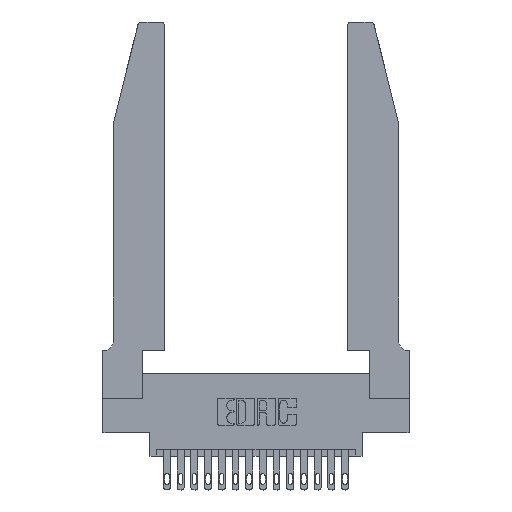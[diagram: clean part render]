
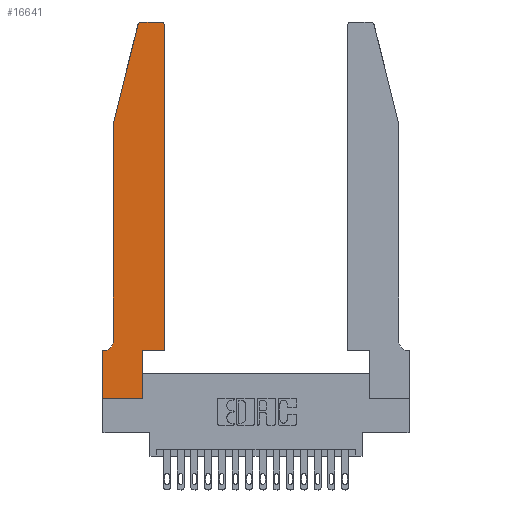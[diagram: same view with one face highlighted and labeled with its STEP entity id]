
A CAD part, top view. The second image highlights one B-rep face of the part: STEP entity #16641.
In plain terms, the highlighted planar face has unit normal (0, 0, 1).
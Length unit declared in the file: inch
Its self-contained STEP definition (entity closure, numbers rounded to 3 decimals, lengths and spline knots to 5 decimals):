
#326 = EDGE_CURVE ( 'NONE', #12322, #1721, #12951, .T. ) ;
#769 = ORIENTED_EDGE ( 'NONE', *, *, #7725, .T. ) ;
#1034 = VECTOR ( 'NONE', #1222, 39.37008 ) ;
#1148 = VECTOR ( 'NONE', #14441, 39.37008 ) ;
#1176 = LINE ( 'NONE', #9924, #16813 ) ;
#1222 = DIRECTION ( 'NONE',  ( -1., 0., 0. ) ) ;
#1296 = CARTESIAN_POINT ( 'NONE',  ( 0.0755, 2., 0.37 ) ) ;
#1385 = ORIENTED_EDGE ( 'NONE', *, *, #5369, .T. ) ;
#1503 = EDGE_CURVE ( 'NONE', #17187, #12322, #19127, .T. ) ;
#1721 = VERTEX_POINT ( 'NONE', #8763 ) ;
#1816 = DIRECTION ( 'NONE',  ( 1., 0., 0. ) ) ;
#1890 = CARTESIAN_POINT ( 'NONE',  ( 0.0755, 2., 0.37 ) ) ;
#2013 = ORIENTED_EDGE ( 'NONE', *, *, #326, .T. ) ;
#2323 = DIRECTION ( 'NONE',  ( 0., 0., 1. ) ) ;
#2326 = DIRECTION ( 'NONE',  ( 0., -1., 0. ) ) ;
#2364 = DIRECTION ( 'NONE',  ( -1., 0., 0. ) ) ;
#2510 = ORIENTED_EDGE ( 'NONE', *, *, #1503, .T. ) ;
#3002 = AXIS2_PLACEMENT_3D ( 'NONE', #15536, #11071, #11705 ) ;
#3093 = EDGE_CURVE ( 'NONE', #10879, #17187, #10054, .T. ) ;
#3104 = VERTEX_POINT ( 'NONE', #1890 ) ;
#3110 = LINE ( 'NONE', #5208, #16858 ) ;
#4076 = EDGE_CURVE ( 'NONE', #4602, #5442, #14463, .T. ) ;
#4321 = DIRECTION ( 'NONE',  ( 0., 1., 0. ) ) ;
#4424 = CIRCLE ( 'NONE', #4767, 0.03 ) ;
#4537 = CARTESIAN_POINT ( 'NONE',  ( 0.4205, 2.75, 0.37 ) ) ;
#4567 = LINE ( 'NONE', #10357, #1034 ) ;
#4602 = VERTEX_POINT ( 'NONE', #7085 ) ;
#4767 = AXIS2_PLACEMENT_3D ( 'NONE', #14397, #2323, #12884 ) ;
#5190 = CARTESIAN_POINT ( 'NONE',  ( 0.0755, 0.35, 0.37 ) ) ;
#5208 = CARTESIAN_POINT ( 'NONE',  ( 0.4505, 0.35, 0.37 ) ) ;
#5354 = CARTESIAN_POINT ( 'NONE',  ( 0., 0., 0.37 ) ) ;
#5369 = EDGE_CURVE ( 'NONE', #10080, #5608, #3110, .T. ) ;
#5442 = VERTEX_POINT ( 'NONE', #13502 ) ;
#5608 = VERTEX_POINT ( 'NONE', #6669 ) ;
#6302 = EDGE_CURVE ( 'NONE', #14122, #10879, #19290, .T. ) ;
#6669 = CARTESIAN_POINT ( 'NONE',  ( 0.4505, 2.72, 0.37 ) ) ;
#6957 = DIRECTION ( 'NONE',  ( -0.239, -0.971, 0. ) ) ;
#6982 = CARTESIAN_POINT ( 'NONE',  ( 0., 0.35, 0.37 ) ) ;
#6984 = CARTESIAN_POINT ( 'NONE',  ( 0., 0., 0.37 ) ) ;
#7029 = ORIENTED_EDGE ( 'NONE', *, *, #15567, .T. ) ;
#7085 = CARTESIAN_POINT ( 'NONE',  ( 0.284, 2.75, 0.37 ) ) ;
#7560 = CARTESIAN_POINT ( 'NONE',  ( 0.2865, 0.35, 0.37 ) ) ;
#7725 = EDGE_CURVE ( 'NONE', #3104, #14122, #8148, .T. ) ;
#7880 = EDGE_CURVE ( 'NONE', #9761, #4602, #4567, .T. ) ;
#7886 = VECTOR ( 'NONE', #4321, 39.37008 ) ;
#8025 = FACE_OUTER_BOUND ( 'NONE', #13155, .T. ) ;
#8148 = LINE ( 'NONE', #1296, #11656 ) ;
#8369 = LINE ( 'NONE', #13327, #7886 ) ;
#8428 = ORIENTED_EDGE ( 'NONE', *, *, #4076, .T. ) ;
#8763 = CARTESIAN_POINT ( 'NONE',  ( 0.2865, 0., 0.37 ) ) ;
#8937 = VECTOR ( 'NONE', #2326, 39.37008 ) ;
#9761 = VERTEX_POINT ( 'NONE', #4537 ) ;
#9924 = CARTESIAN_POINT ( 'NONE',  ( 0.0755, 2., 0.37 ) ) ;
#10054 = LINE ( 'NONE', #5190, #11924 ) ;
#10080 = VERTEX_POINT ( 'NONE', #19221 ) ;
#10175 = ORIENTED_EDGE ( 'NONE', *, *, #12067, .T. ) ;
#10302 = DIRECTION ( 'NONE',  ( 0., 1., 0. ) ) ;
#10357 = CARTESIAN_POINT ( 'NONE',  ( 0.2605, 2.75, 0.37 ) ) ;
#10873 = ORIENTED_EDGE ( 'NONE', *, *, #6302, .T. ) ;
#10879 = VERTEX_POINT ( 'NONE', #18930 ) ;
#11071 = DIRECTION ( 'NONE',  ( 0., 0., 1. ) ) ;
#11197 = ORIENTED_EDGE ( 'NONE', *, *, #12639, .T. ) ;
#11378 = ORIENTED_EDGE ( 'NONE', *, *, #7880, .T. ) ;
#11590 = CARTESIAN_POINT ( 'NONE',  ( 0.4505, 0.35, 0.37 ) ) ;
#11656 = VECTOR ( 'NONE', #17996, 39.37008 ) ;
#11705 = DIRECTION ( 'NONE',  ( 1., 0., 0. ) ) ;
#11924 = VECTOR ( 'NONE', #12606, 39.37008 ) ;
#12067 = EDGE_CURVE ( 'NONE', #5608, #9761, #4424, .T. ) ;
#12251 = ORIENTED_EDGE ( 'NONE', *, *, #3093, .T. ) ;
#12322 = VERTEX_POINT ( 'NONE', #13519 ) ;
#12348 = VERTEX_POINT ( 'NONE', #7560 ) ;
#12606 = DIRECTION ( 'NONE',  ( -1., 0., 0. ) ) ;
#12639 = EDGE_CURVE ( 'NONE', #5442, #3104, #1176, .T. ) ;
#12884 = DIRECTION ( 'NONE',  ( 1., 0., 0. ) ) ;
#12951 = LINE ( 'NONE', #5354, #1148 ) ;
#13155 = EDGE_LOOP ( 'NONE', ( #11378, #8428, #11197, #769, #10873, #12251, #2510, #2013, #18259, #7029, #1385, #10175 ) ) ;
#13327 = CARTESIAN_POINT ( 'NONE',  ( 0.2865, 0.35, 0.37 ) ) ;
#13443 = LINE ( 'NONE', #11590, #15603 ) ;
#13502 = CARTESIAN_POINT ( 'NONE',  ( 0.25487, 2.72718, 0.37 ) ) ;
#13519 = CARTESIAN_POINT ( 'NONE',  ( 0., 0., 0.37 ) ) ;
#13562 = EDGE_CURVE ( 'NONE', #1721, #12348, #8369, .T. ) ;
#14122 = VERTEX_POINT ( 'NONE', #15349 ) ;
#14397 = CARTESIAN_POINT ( 'NONE',  ( 0.4205, 2.72, 0.37 ) ) ;
#14441 = DIRECTION ( 'NONE',  ( 1., 0., 0. ) ) ;
#14463 = CIRCLE ( 'NONE', #3002, 0.03 ) ;
#14542 = DIRECTION ( 'NONE',  ( 0., 0., -1. ) ) ;
#15043 = AXIS2_PLACEMENT_3D ( 'NONE', #15212, #15150, #1816 ) ;
#15150 = DIRECTION ( 'NONE',  ( 0., 0., 1. ) ) ;
#15212 = CARTESIAN_POINT ( 'NONE',  ( 0., 0.35, 0.37 ) ) ;
#15349 = CARTESIAN_POINT ( 'NONE',  ( 0.0755, 0.42, 0.37 ) ) ;
#15536 = CARTESIAN_POINT ( 'NONE',  ( 0.284, 2.72, 0.37 ) ) ;
#15567 = EDGE_CURVE ( 'NONE', #12348, #10080, #13443, .T. ) ;
#15603 = VECTOR ( 'NONE', #19294, 39.37008 ) ;
#16641 = ADVANCED_FACE ( 'NONE', ( #8025 ), #18271, .T. ) ;
#16813 = VECTOR ( 'NONE', #6957, 39.37008 ) ;
#16858 = VECTOR ( 'NONE', #10302, 39.37008 ) ;
#17187 = VERTEX_POINT ( 'NONE', #6982 ) ;
#17576 = CARTESIAN_POINT ( 'NONE',  ( 0.0055, 0.42, 0.37 ) ) ;
#17996 = DIRECTION ( 'NONE',  ( 0., -1., 0. ) ) ;
#18259 = ORIENTED_EDGE ( 'NONE', *, *, #13562, .T. ) ;
#18271 = PLANE ( 'NONE',  #15043 ) ;
#18930 = CARTESIAN_POINT ( 'NONE',  ( 0.0055, 0.35, 0.37 ) ) ;
#19127 = LINE ( 'NONE', #6984, #8937 ) ;
#19221 = CARTESIAN_POINT ( 'NONE',  ( 0.4505, 0.35, 0.37 ) ) ;
#19290 = CIRCLE ( 'NONE', #19411, 0.07 ) ;
#19294 = DIRECTION ( 'NONE',  ( 1., 0., 0. ) ) ;
#19411 = AXIS2_PLACEMENT_3D ( 'NONE', #17576, #14542, #2364 ) ;
